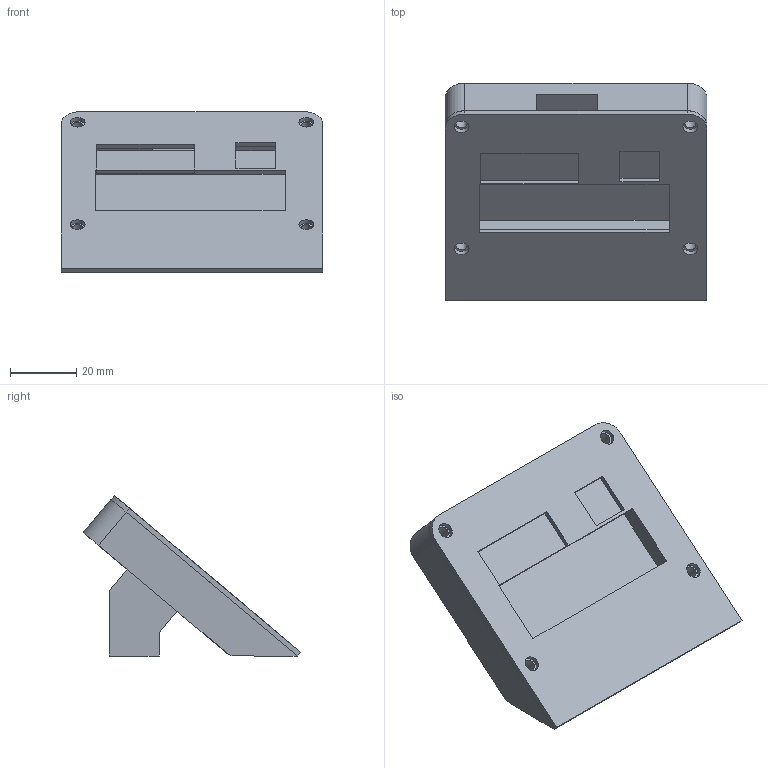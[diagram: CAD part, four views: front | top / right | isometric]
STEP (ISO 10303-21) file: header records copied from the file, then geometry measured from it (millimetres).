
FILE_DESCRIPTION(/* description */ (''),/* implementation_level */ '2;1');
FILE_NAME(/* name */ 'case.step',/* time_stamp */ '2025-07-17T07:08:13+02:00',/* author */ (''),/* organization */ (''),/* preprocessor_version */ 'ST-DEVELOPER v20.1',/* originating_system */ 'Autodesk Translation Framework v14.10.0.0',/* authorisation */ '');
FILE_SCHEMA (('AUTOMOTIVE_DESIGN { 1 0 10303 214 3 1 1 }'));
Length unit declared in the file: millimetre
Products named in the file (4): case_full; body; top; PCB
Assembly tree (3 placements, depth 2):
  case_full
    body
    top
    PCB
Bounding box: 79 x 65.67 x 48.52 mm (x, y, z)
Volume: 60957.2 mm3; surface area: 32464.2 mm2
Topology: 3 solids, 3 shells, 425 faces, 1173 edges, 782 vertices
Faces by surface type: bspline 257, plane 152, cylinder 16
Full cylindrical faces by diameter (mm): 3.4 x4, 4.5 x4, 6 x4
Entity records: 16017 total; most frequent: CARTESIAN_POINT 6756, ORIENTED_EDGE 2346, EDGE_CURVE 1173, DIRECTION 1041, VERTEX_POINT 782, LINE 627, VECTOR 627, B_SPLINE_CURVE_WITH_KNOTS 514
